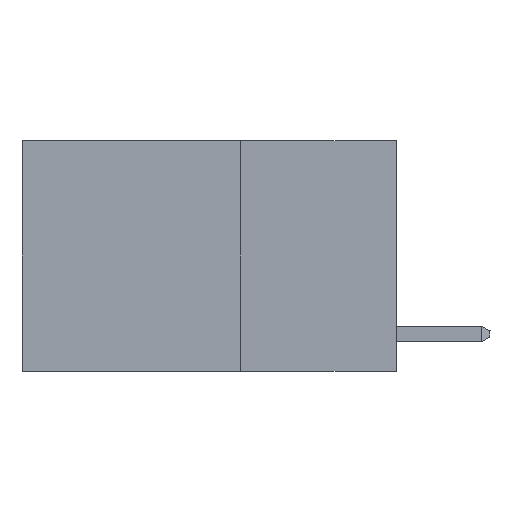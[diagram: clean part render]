
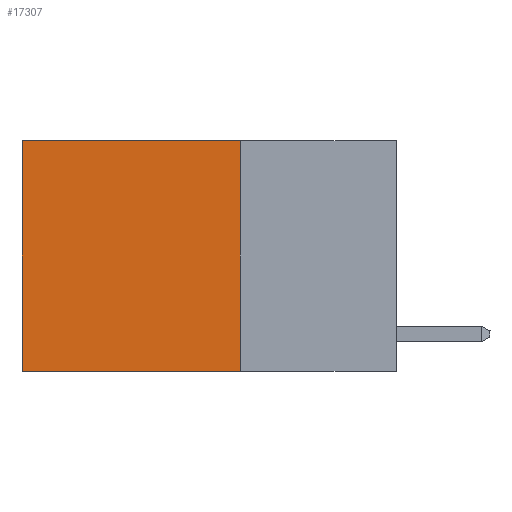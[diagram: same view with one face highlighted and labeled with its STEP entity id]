
A CAD part, left-side view. The second image highlights one B-rep face of the part: STEP entity #17307.
In plain terms, the highlighted planar face has unit normal (-1, 0, 0).
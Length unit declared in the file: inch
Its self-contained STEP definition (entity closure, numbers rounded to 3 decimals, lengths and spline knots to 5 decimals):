
#146 = ORIENTED_EDGE ( 'NONE', *, *, #23505, .T. ) ;
#405 = LINE ( 'NONE', #21351, #15050 ) ;
#1620 = ORIENTED_EDGE ( 'NONE', *, *, #2046, .F. ) ;
#1771 = EDGE_CURVE ( 'NONE', #22466, #17109, #1930, .T. ) ;
#1930 = LINE ( 'NONE', #23142, #6414 ) ;
#2046 = EDGE_CURVE ( 'NONE', #10931, #22466, #10561, .T. ) ;
#2944 = CARTESIAN_POINT ( 'NONE',  ( 0.2625, 0.6, -0.37 ) ) ;
#4625 = DIRECTION ( 'NONE',  ( 0., 0., -1. ) ) ;
#5328 = FACE_OUTER_BOUND ( 'NONE', #17312, .T. ) ;
#5508 = VECTOR ( 'NONE', #21950, 39.37008 ) ;
#6414 = VECTOR ( 'NONE', #15643, 39.37008 ) ;
#6885 = CARTESIAN_POINT ( 'NONE',  ( 0.2625, 0.6, 0. ) ) ;
#7005 = CARTESIAN_POINT ( 'NONE',  ( 0.2625, 0.25, 0. ) ) ;
#7147 = CARTESIAN_POINT ( 'NONE',  ( 0.2625, 0.25, -0.37 ) ) ;
#7289 = CARTESIAN_POINT ( 'NONE',  ( 0.2625, 0.25, 0. ) ) ;
#8142 = DIRECTION ( 'NONE',  ( 0., 1., 0. ) ) ;
#9173 = DIRECTION ( 'NONE',  ( 0., 0., -1. ) ) ;
#10561 = LINE ( 'NONE', #12587, #5508 ) ;
#10931 = VERTEX_POINT ( 'NONE', #7005 ) ;
#11572 = VERTEX_POINT ( 'NONE', #6885 ) ;
#12587 = CARTESIAN_POINT ( 'NONE',  ( 0.2625, 0.25, 0. ) ) ;
#14063 = CARTESIAN_POINT ( 'NONE',  ( 0.2625, 0.6, 0. ) ) ;
#14296 = AXIS2_PLACEMENT_3D ( 'NONE', #7289, #20482, #9173 ) ;
#15027 = ORIENTED_EDGE ( 'NONE', *, *, #1771, .F. ) ;
#15050 = VECTOR ( 'NONE', #8142, 39.37008 ) ;
#15643 = DIRECTION ( 'NONE',  ( 0., 1., 0. ) ) ;
#17109 = VERTEX_POINT ( 'NONE', #2944 ) ;
#17307 = ADVANCED_FACE ( 'NONE', ( #5328 ), #18522, .F. ) ;
#17312 = EDGE_LOOP ( 'NONE', ( #17892, #15027, #1620, #146 ) ) ;
#17892 = ORIENTED_EDGE ( 'NONE', *, *, #22892, .T. ) ;
#18522 = PLANE ( 'NONE',  #14296 ) ;
#19192 = LINE ( 'NONE', #14063, #23038 ) ;
#20482 = DIRECTION ( 'NONE',  ( 1., 0., 0. ) ) ;
#21351 = CARTESIAN_POINT ( 'NONE',  ( 0.2625, 0.25, 0. ) ) ;
#21950 = DIRECTION ( 'NONE',  ( 0., 0., -1. ) ) ;
#22466 = VERTEX_POINT ( 'NONE', #7147 ) ;
#22892 = EDGE_CURVE ( 'NONE', #11572, #17109, #19192, .T. ) ;
#23038 = VECTOR ( 'NONE', #4625, 39.37008 ) ;
#23142 = CARTESIAN_POINT ( 'NONE',  ( 0.2625, 0.25, -0.37 ) ) ;
#23505 = EDGE_CURVE ( 'NONE', #10931, #11572, #405, .T. ) ;
